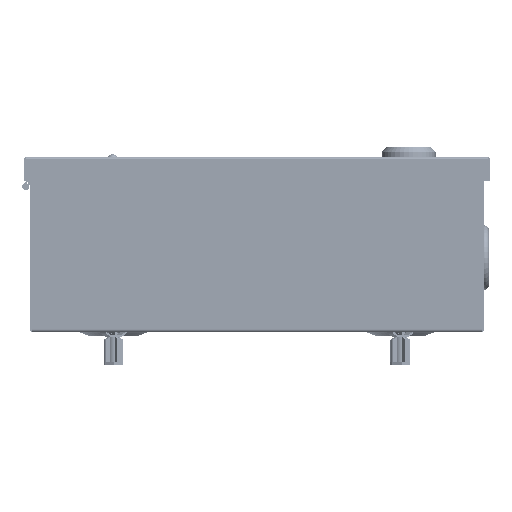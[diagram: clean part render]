
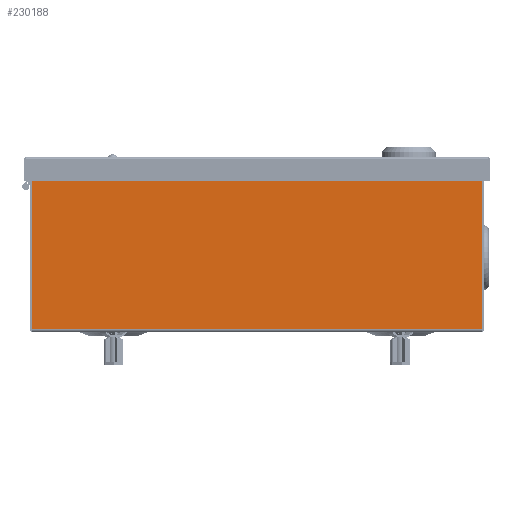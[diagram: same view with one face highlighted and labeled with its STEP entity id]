
A CAD part, front view. The second image highlights one B-rep face of the part: STEP entity #230188.
In plain terms, the highlighted planar face has unit normal (0, -1, 0).
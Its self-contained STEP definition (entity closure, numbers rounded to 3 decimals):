
#1774 = DIRECTION ( 'NONE',  ( -1., 0., 0. ) ) ;
#4210 = DIRECTION ( 'NONE',  ( 0., 0., -1. ) ) ;
#4436 = ORIENTED_EDGE ( 'NONE', *, *, #15635, .T. ) ;
#15635 = EDGE_CURVE ( 'NONE', #38105, #44414, #34577, .T. ) ;
#18161 = CARTESIAN_POINT ( 'NONE',  ( 94.1, -178., 69.9 ) ) ;
#27290 = VECTOR ( 'NONE', #1774, 1000. ) ;
#32644 = AXIS2_PLACEMENT_3D ( 'NONE', #142201, #175040, #67386 ) ;
#34577 = LINE ( 'NONE', #18161, #27290 ) ;
#35888 = CARTESIAN_POINT ( 'NONE',  ( -94.1, -178., 0. ) ) ;
#38105 = VERTEX_POINT ( 'NONE', #95322 ) ;
#44414 = VERTEX_POINT ( 'NONE', #203072 ) ;
#55151 = LINE ( 'NONE', #162846, #190414 ) ;
#67386 = DIRECTION ( 'NONE',  ( 0., 0., 1. ) ) ;
#68374 = DIRECTION ( 'NONE',  ( 0., 0., 1. ) ) ;
#68549 = FACE_OUTER_BOUND ( 'NONE', #133630, .T. ) ;
#74264 = ORIENTED_EDGE ( 'NONE', *, *, #123638, .F. ) ;
#75192 = CARTESIAN_POINT ( 'NONE',  ( -94.1, -178., 0.1 ) ) ;
#87411 = LINE ( 'NONE', #122475, #103176 ) ;
#89447 = EDGE_CURVE ( 'NONE', #44414, #106525, #161028, .T. ) ;
#95322 = CARTESIAN_POINT ( 'NONE',  ( 94.1, -178., 69.9 ) ) ;
#103176 = VECTOR ( 'NONE', #157667, 1000. ) ;
#106525 = VERTEX_POINT ( 'NONE', #75192 ) ;
#108729 = EDGE_CURVE ( 'NONE', #225034, #38105, #55151, .T. ) ;
#122475 = CARTESIAN_POINT ( 'NONE',  ( -94.1, -178., 0.1 ) ) ;
#123638 = EDGE_CURVE ( 'NONE', #225034, #106525, #87411, .T. ) ;
#133630 = EDGE_LOOP ( 'NONE', ( #4436, #226966, #74264, #158969 ) ) ;
#138653 = CARTESIAN_POINT ( 'NONE',  ( 94.1, -178., 0.1 ) ) ;
#142201 = CARTESIAN_POINT ( 'NONE',  ( 0., -178., 0. ) ) ;
#157667 = DIRECTION ( 'NONE',  ( -1., 0., 0. ) ) ;
#158701 = PLANE ( 'NONE',  #32644 ) ;
#158969 = ORIENTED_EDGE ( 'NONE', *, *, #108729, .T. ) ;
#161028 = LINE ( 'NONE', #35888, #172799 ) ;
#162846 = CARTESIAN_POINT ( 'NONE',  ( 94.1, -178., 0. ) ) ;
#172799 = VECTOR ( 'NONE', #4210, 1000. ) ;
#175040 = DIRECTION ( 'NONE',  ( 0., 1., 0. ) ) ;
#190414 = VECTOR ( 'NONE', #68374, 1000. ) ;
#203072 = CARTESIAN_POINT ( 'NONE',  ( -94.1, -178., 69.9 ) ) ;
#225034 = VERTEX_POINT ( 'NONE', #138653 ) ;
#226966 = ORIENTED_EDGE ( 'NONE', *, *, #89447, .T. ) ;
#230188 = ADVANCED_FACE ( 'NONE', ( #68549 ), #158701, .F. ) ;
